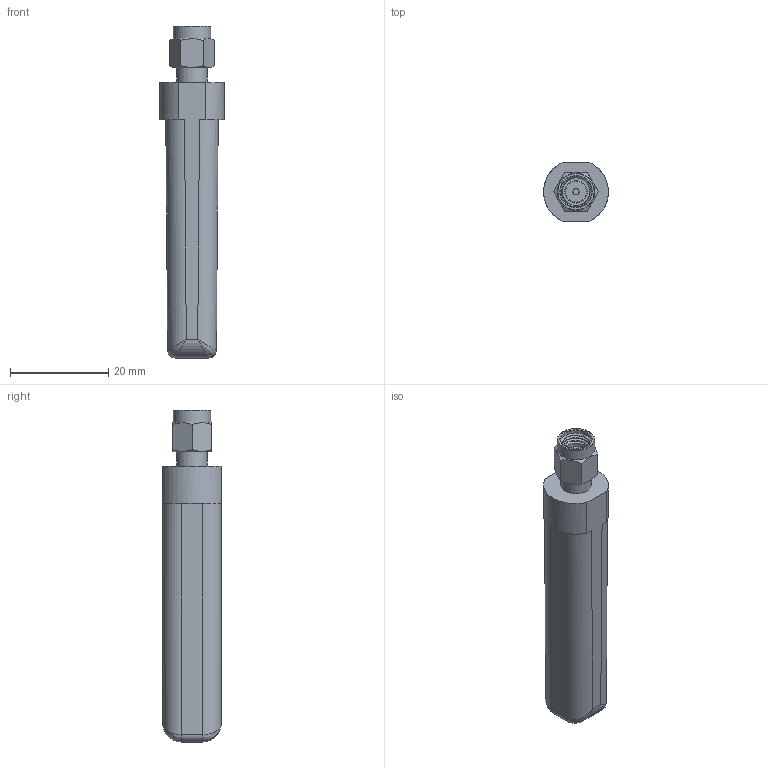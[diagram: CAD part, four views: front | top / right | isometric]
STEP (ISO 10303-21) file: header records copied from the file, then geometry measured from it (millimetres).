
FILE_DESCRIPTION(/* description */ ('STEP AP242','CAx-IF Rec.Pracs.---Representation and Presentation of Product Manufacturing Information (PMI)---4.0---2014-10-13','CAx-IF Rec.Pracs.---3D Tessellated Geometry---0.4---2014-09-14','2;1'),/* implementation_level */ '2;1');
FILE_NAME(/* name */ '622a51522590891eedc4bfd3',/* time_stamp */ '2022-03-10T19:28:19+00:00',/* author */ (''),/* organization */ (''),/* preprocessor_version */ 'ST-DEVELOPER v18.101',/* originating_system */ ' ',/* authorisation */ ' ');
FILE_SCHEMA (('AP242_MANAGED_MODEL_BASED_3D_ENGINEERING_MIM_LF { 1 0 10303 442 1 1 4 }'));
Length unit declared in the file: metre
Products named in the file (7): SA-1400-5900; Key; Stub; Sleeve; Nut; Dielectric; Gasket
Assembly tree (6 placements, depth 2):
  SA-1400-5900
    Key
    Stub
    Sleeve
    Nut
    Dielectric
    Gasket
Bounding box: 13.2 x 11.94 x 67.56 mm (x, y, z)
Volume: 6678.4 mm3; surface area: 3478.4 mm2
Topology: 6 solids, 6 shells, 86 faces, 176 edges, 107 vertices
Faces by surface type: plane 35, cylinder 30, bspline 13, cone 6, torus 2
Full cylindrical faces by diameter (mm): 1.27 x2, 4.25 x2, 4.254 x1, 4.592 x3, 6.25 x3, 6.35 x3, 7 x1, 7.62 x1
Entity records: 6505 total; most frequent: CARTESIAN_POINT 4705, DIRECTION 340, ORIENTED_EDGE 292, EDGE_CURVE 146, AXIS2_PLACEMENT_3D 145, EDGE_LOOP 125, FACE_BOUND 125, VERTEX_POINT 103
